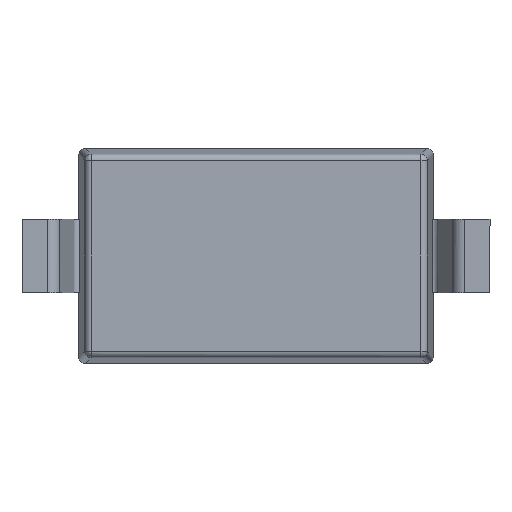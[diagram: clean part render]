
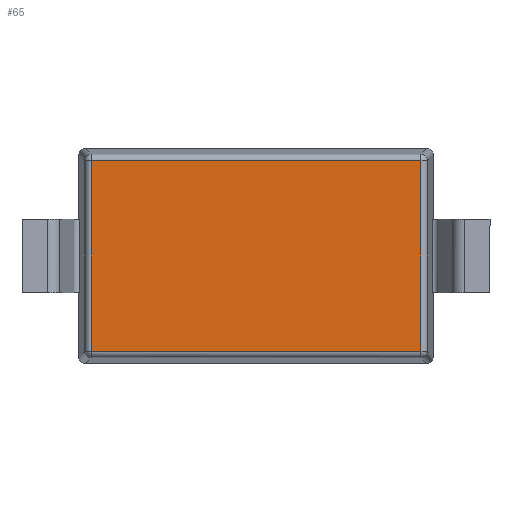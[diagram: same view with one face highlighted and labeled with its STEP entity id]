
A CAD part, front view. The second image highlights one B-rep face of the part: STEP entity #65.
In plain terms, the highlighted planar face has unit normal (0, -1, 0).
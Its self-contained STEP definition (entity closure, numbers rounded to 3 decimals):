
#65=ADVANCED_FACE('',(#127),#947,.T.);
#127=FACE_OUTER_BOUND('',#189,.T.);
#189=EDGE_LOOP('',(#286,#287,#288,#289));
#286=ORIENTED_EDGE('',*,*,#555,.F.);
#287=ORIENTED_EDGE('',*,*,#556,.F.);
#288=ORIENTED_EDGE('',*,*,#557,.F.);
#289=ORIENTED_EDGE('',*,*,#554,.F.);
#554=EDGE_CURVE('',#854,#855,#742,.T.);
#555=EDGE_CURVE('',#856,#854,#743,.T.);
#556=EDGE_CURVE('',#857,#856,#744,.T.);
#557=EDGE_CURVE('',#855,#857,#745,.T.);
#742=B_SPLINE_CURVE_WITH_KNOTS('',1,(#1632,#1633),.UNSPECIFIED.,.F.,.F.,
(2,2),(-1.509,0.),.UNSPECIFIED.);
#743=B_SPLINE_CURVE_WITH_KNOTS('',1,(#1634,#1635),.UNSPECIFIED.,.F.,.F.,
(2,2),(-2.609,0.),.UNSPECIFIED.);
#744=B_SPLINE_CURVE_WITH_KNOTS('',1,(#1636,#1637),.UNSPECIFIED.,.F.,.F.,
(2,2),(-1.509,0.),.UNSPECIFIED.);
#745=B_SPLINE_CURVE_WITH_KNOTS('',1,(#1638,#1639),.UNSPECIFIED.,.F.,.F.,
(2,2),(-2.609,0.),.UNSPECIFIED.);
#854=VERTEX_POINT('',#1580);
#855=VERTEX_POINT('',#1581);
#856=VERTEX_POINT('',#1582);
#857=VERTEX_POINT('',#1583);
#947=PLANE('',#1038);
#1038=AXIS2_PLACEMENT_3D('',#1167,#1101,$);
#1101=DIRECTION('',(0.,-1.,0.));
#1167=CARTESIAN_POINT('',(-1.565,-0.7,-0.905));
#1580=CARTESIAN_POINT('',(-1.304,-0.7,-0.754));
#1581=CARTESIAN_POINT('',(-1.304,-0.7,0.754));
#1582=CARTESIAN_POINT('',(1.304,-0.7,-0.754));
#1583=CARTESIAN_POINT('',(1.304,-0.7,0.754));
#1632=CARTESIAN_POINT('',(-1.304,-0.7,-0.754));
#1633=CARTESIAN_POINT('',(-1.304,-0.7,0.754));
#1634=CARTESIAN_POINT('',(1.304,-0.7,-0.754));
#1635=CARTESIAN_POINT('',(-1.304,-0.7,-0.754));
#1636=CARTESIAN_POINT('',(1.304,-0.7,0.754));
#1637=CARTESIAN_POINT('',(1.304,-0.7,-0.754));
#1638=CARTESIAN_POINT('',(-1.304,-0.7,0.754));
#1639=CARTESIAN_POINT('',(1.304,-0.7,0.754));
